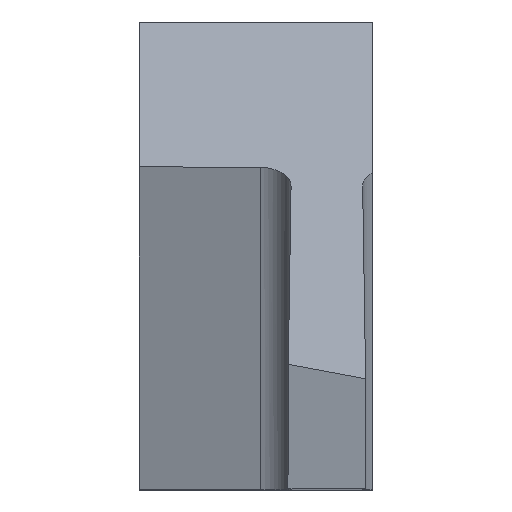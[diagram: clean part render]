
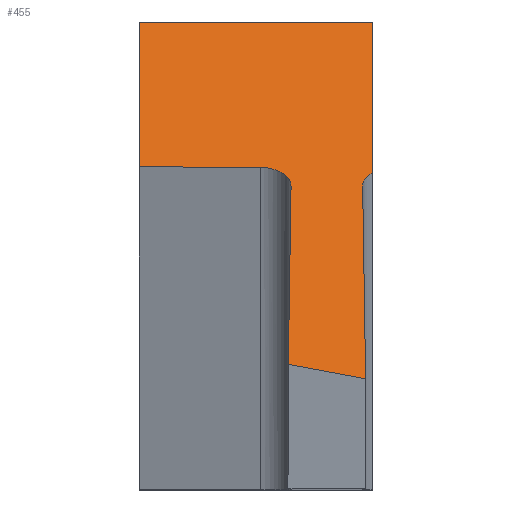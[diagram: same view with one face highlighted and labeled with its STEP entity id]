
A CAD part, top view. The second image highlights one B-rep face of the part: STEP entity #455.
In plain terms, the highlighted planar face has unit normal (0, 0.819, 0.574).
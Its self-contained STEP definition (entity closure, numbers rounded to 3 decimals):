
#1 = VERTEX_POINT ( 'NONE', #462 ) ;
#13 = CARTESIAN_POINT ( 'NONE',  ( 3., -1.824, 7.835 ) ) ;
#27 = DIRECTION ( 'NONE',  ( 0., 0.574, -0.819 ) ) ;
#51 = VERTEX_POINT ( 'NONE', #404 ) ;
#53 = DIRECTION ( 'NONE',  ( 0., -0.819, -0.574 ) ) ;
#55 = AXIS2_PLACEMENT_3D ( 'NONE', #13, #53, #198 ) ;
#59 = CARTESIAN_POINT ( 'NONE',  ( 1.952, 1.029, 3.761 ) ) ;
#62 = CARTESIAN_POINT ( 'NONE',  ( 1.95, 0.888, 3.962 ) ) ;
#82 = VECTOR ( 'NONE', #364, 1000. ) ;
#87 = CARTESIAN_POINT ( 'NONE',  ( 1.908, -1.818, 7.827 ) ) ;
#105 = VECTOR ( 'NONE', #184, 1000. ) ;
#107 = CARTESIAN_POINT ( 'NONE',  ( 2.91, -1.824, 7.835 ) ) ;
#108 = CARTESIAN_POINT ( 'NONE',  ( 3., 3., 0.946 ) ) ;
#136 = EDGE_CURVE ( 'NONE', #593, #51, #350, .T. ) ;
#147 = CARTESIAN_POINT ( 'NONE',  ( 2.868, 0.889, 3.961 ) ) ;
#149 = DIRECTION ( 'NONE',  ( 0.009, -0.574, 0.819 ) ) ;
#173 = CARTESIAN_POINT ( 'NONE',  ( 3., -1.824, 7.835 ) ) ;
#180 = CARTESIAN_POINT ( 'NONE',  ( 0., 1.138, 3.605 ) ) ;
#182 = ORIENTED_EDGE ( 'NONE', *, *, #405, .F. ) ;
#184 = DIRECTION ( 'NONE',  ( 0.009, 0.574, -0.819 ) ) ;
#192 = ORIENTED_EDGE ( 'NONE', *, *, #136, .T. ) ;
#198 = DIRECTION ( 'NONE',  ( 0., -0.574, 0.819 ) ) ;
#217 = ORIENTED_EDGE ( 'NONE', *, *, #225, .T. ) ;
#225 = EDGE_CURVE ( 'NONE', #1, #593, #233, .T. ) ;
#233 = LINE ( 'NONE', #173, #440 ) ;
#244 = EDGE_CURVE ( 'NONE', #300, #51, #478, .T. ) ;
#259 = CARTESIAN_POINT ( 'NONE',  ( 1.553, 1.13, 3.616 ) ) ;
#287 = EDGE_LOOP ( 'NONE', ( #582, #362, #622, #182, #624, #217, #192, #637, #547 ) ) ;
#293 = LINE ( 'NONE', #299, #552 ) ;
#299 = CARTESIAN_POINT ( 'NONE',  ( 3.045, 1.123, 3.627 ) ) ;
#300 = VERTEX_POINT ( 'NONE', #180 ) ;
#301 = LINE ( 'NONE', #107, #636 ) ;
#316 = CARTESIAN_POINT ( 'NONE',  ( 3.112, -1.627, 7.554 ) ) ;
#319 = VERTEX_POINT ( 'NONE', #436 ) ;
#323 = VERTEX_POINT ( 'NONE', #384 ) ;
#329 = EDGE_CURVE ( 'NONE', #323, #300, #293, .T. ) ;
#338 = EDGE_CURVE ( 'NONE', #319, #467, #588, .T. ) ;
#350 = LINE ( 'NONE', #108, #625 ) ;
#355 = CARTESIAN_POINT ( 'NONE',  ( 1.95, 0.888, 3.962 ) ) ;
#362 = ORIENTED_EDGE ( 'NONE', *, *, #338, .F. ) ;
#364 = DIRECTION ( 'NONE',  ( -0.95, 0.178, -0.255 ) ) ;
#369 = VERTEX_POINT ( 'NONE', #533 ) ;
#377 =( BOUNDED_CURVE ( )  B_SPLINE_CURVE ( 3, ( #355, #59, #509, #259 ),
 .UNSPECIFIED., .F., .F. ) 
 B_SPLINE_CURVE_WITH_KNOTS ( ( 4, 4 ),
 ( 4.703, 6.275 ),
 .UNSPECIFIED. ) 
 CURVE ( )  GEOMETRIC_REPRESENTATION_ITEM ( )  RATIONAL_B_SPLINE_CURVE ( ( 1., 0.805, 0.805, 1. ) ) 
 REPRESENTATION_ITEM ( '' )  );
#381 = VERTEX_POINT ( 'NONE', #147 ) ;
#384 = CARTESIAN_POINT ( 'NONE',  ( 1.553, 1.13, 3.616 ) ) ;
#404 = CARTESIAN_POINT ( 'NONE',  ( 0., 3., 0.946 ) ) ;
#405 = EDGE_CURVE ( 'NONE', #381, #369, #301, .T. ) ;
#415 = VECTOR ( 'NONE', #470, 1000. ) ;
#420 = CARTESIAN_POINT ( 'NONE',  ( 0., -1.824, 7.835 ) ) ;
#436 = CARTESIAN_POINT ( 'NONE',  ( 1.915, -1.402, 7.233 ) ) ;
#440 = VECTOR ( 'NONE', #27, 1000. ) ;
#445 = CARTESIAN_POINT ( 'NONE',  ( 3., 1.069, 3.704 ) ) ;
#455 = ADVANCED_FACE ( 'NONE', ( #548 ), #502, .F. ) ;
#462 = CARTESIAN_POINT ( 'NONE',  ( 3., 1.069, 3.704 ) ) ;
#467 = VERTEX_POINT ( 'NONE', #62 ) ;
#470 = DIRECTION ( 'NONE',  ( 0., 0.574, -0.819 ) ) ;
#472 =( BOUNDED_CURVE ( )  B_SPLINE_CURVE ( 3, ( #445, #631, #639, #579 ),
 .UNSPECIFIED., .F., .F. ) 
 B_SPLINE_CURVE_WITH_KNOTS ( ( 4, 4 ),
 ( 0.734, 1.58 ),
 .UNSPECIFIED. ) 
 CURVE ( )  GEOMETRIC_REPRESENTATION_ITEM ( )  RATIONAL_B_SPLINE_CURVE ( ( 1., 0.941, 0.941, 1. ) ) 
 REPRESENTATION_ITEM ( '' )  );
#478 = LINE ( 'NONE', #420, #415 ) ;
#499 = EDGE_CURVE ( 'NONE', #467, #323, #377, .T. ) ;
#500 = DIRECTION ( 'NONE',  ( -1., 0.005, -0.007 ) ) ;
#502 = PLANE ( 'NONE',  #55 ) ;
#509 = CARTESIAN_POINT ( 'NONE',  ( 1.787, 1.129, 3.618 ) ) ;
#526 = CARTESIAN_POINT ( 'NONE',  ( 3., 3., 0.946 ) ) ;
#533 = CARTESIAN_POINT ( 'NONE',  ( 2.906, -1.588, 7.499 ) ) ;
#547 = ORIENTED_EDGE ( 'NONE', *, *, #329, .F. ) ;
#548 = FACE_OUTER_BOUND ( 'NONE', #287, .T. ) ;
#552 = VECTOR ( 'NONE', #500, 1000. ) ;
#567 = EDGE_CURVE ( 'NONE', #369, #319, #572, .T. ) ;
#572 = LINE ( 'NONE', #316, #82 ) ;
#577 = DIRECTION ( 'NONE',  ( -1., 0., 0. ) ) ;
#579 = CARTESIAN_POINT ( 'NONE',  ( 2.868, 0.889, 3.961 ) ) ;
#582 = ORIENTED_EDGE ( 'NONE', *, *, #499, .F. ) ;
#588 = LINE ( 'NONE', #87, #105 ) ;
#593 = VERTEX_POINT ( 'NONE', #526 ) ;
#622 = ORIENTED_EDGE ( 'NONE', *, *, #567, .F. ) ;
#624 = ORIENTED_EDGE ( 'NONE', *, *, #629, .F. ) ;
#625 = VECTOR ( 'NONE', #577, 1000. ) ;
#629 = EDGE_CURVE ( 'NONE', #1, #381, #472, .T. ) ;
#631 = CARTESIAN_POINT ( 'NONE',  ( 2.914, 1.022, 3.77 ) ) ;
#636 = VECTOR ( 'NONE', #149, 1000. ) ;
#637 = ORIENTED_EDGE ( 'NONE', *, *, #244, .F. ) ;
#639 = CARTESIAN_POINT ( 'NONE',  ( 2.867, 0.958, 3.862 ) ) ;
